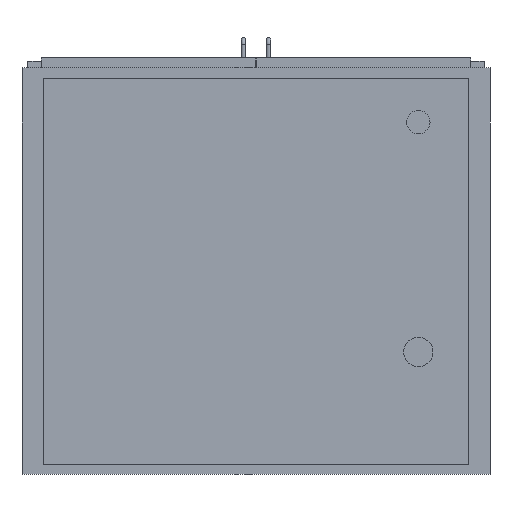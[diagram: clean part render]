
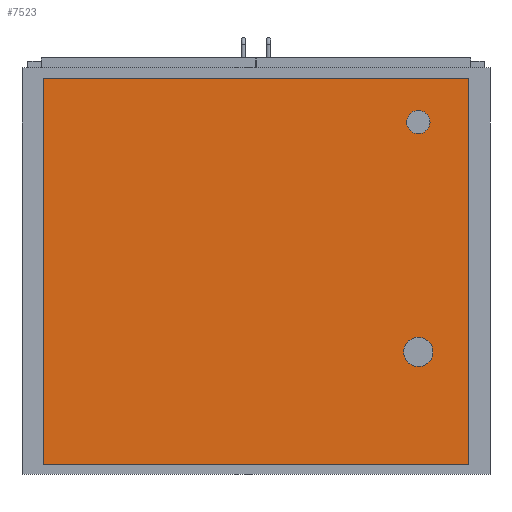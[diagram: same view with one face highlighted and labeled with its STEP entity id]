
A CAD part, front view. The second image highlights one B-rep face of the part: STEP entity #7523.
In plain terms, the highlighted planar face has unit normal (0, -1, 0).
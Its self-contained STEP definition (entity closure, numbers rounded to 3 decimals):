
#79=FACE_BOUND('',#879,.T.);
#80=FACE_BOUND('',#880,.T.);
#99=CIRCLE('',#8033,20.);
#101=CIRCLE('',#8037,25.);
#411=FACE_OUTER_BOUND('',#878,.T.);
#878=EDGE_LOOP('',(#5103,#5104,#5105,#5106));
#879=EDGE_LOOP('',(#5107));
#880=EDGE_LOOP('',(#5108));
#1394=LINE('',#10978,#2308);
#1396=LINE('',#10982,#2310);
#1398=LINE('',#10986,#2312);
#1400=LINE('',#10989,#2314);
#2308=VECTOR('',#8785,10.);
#2310=VECTOR('',#8789,10.);
#2312=VECTOR('',#8793,10.);
#2314=VECTOR('',#8797,10.);
#3180=VERTEX_POINT('',#10904);
#3182=VERTEX_POINT('',#10911);
#3203=VERTEX_POINT('',#10975);
#3204=VERTEX_POINT('',#10977);
#3205=VERTEX_POINT('',#10981);
#3206=VERTEX_POINT('',#10985);
#3909=EDGE_CURVE('',#3180,#3180,#99,.T.);
#3912=EDGE_CURVE('',#3182,#3182,#101,.T.);
#3942=EDGE_CURVE('',#3204,#3203,#1394,.T.);
#3944=EDGE_CURVE('',#3205,#3204,#1396,.T.);
#3946=EDGE_CURVE('',#3206,#3205,#1398,.T.);
#3948=EDGE_CURVE('',#3203,#3206,#1400,.T.);
#5103=ORIENTED_EDGE('',*,*,#3948,.T.);
#5104=ORIENTED_EDGE('',*,*,#3946,.T.);
#5105=ORIENTED_EDGE('',*,*,#3944,.T.);
#5106=ORIENTED_EDGE('',*,*,#3942,.T.);
#5107=ORIENTED_EDGE('',*,*,#3909,.T.);
#5108=ORIENTED_EDGE('',*,*,#3912,.T.);
#7148=PLANE('',#8054);
#7523=ADVANCED_FACE('',(#411,#79,#80),#7148,.T.);
#8033=AXIS2_PLACEMENT_3D('',#10906,#8719,#8720);
#8037=AXIS2_PLACEMENT_3D('',#10913,#8728,#8729);
#8054=AXIS2_PLACEMENT_3D('',#10990,#8798,#8799);
#8719=DIRECTION('center_axis',(0.,1.,0.));
#8720=DIRECTION('ref_axis',(1.,0.,0.));
#8728=DIRECTION('center_axis',(0.,1.,0.));
#8729=DIRECTION('ref_axis',(1.,0.,0.));
#8785=DIRECTION('',(-1.,0.,0.));
#8789=DIRECTION('',(0.,0.,1.));
#8793=DIRECTION('',(1.,0.,0.));
#8797=DIRECTION('',(0.,0.,-1.));
#8798=DIRECTION('center_axis',(0.,-1.,0.));
#8799=DIRECTION('ref_axis',(0.,0.,-1.));
#10904=CARTESIAN_POINT('',(257.5,-370.,255.));
#10906=CARTESIAN_POINT('Origin',(277.5,-370.,255.));
#10911=CARTESIAN_POINT('',(252.5,-370.,-138.));
#10913=CARTESIAN_POINT('Origin',(277.5,-370.,-138.));
#10975=CARTESIAN_POINT('',(-362.5,-370.,330.));
#10977=CARTESIAN_POINT('',(362.5,-370.,330.));
#10978=CARTESIAN_POINT('',(-362.5,-370.,330.));
#10981=CARTESIAN_POINT('',(362.5,-370.,-330.));
#10982=CARTESIAN_POINT('',(362.5,-370.,330.));
#10985=CARTESIAN_POINT('',(-362.5,-370.,-330.));
#10986=CARTESIAN_POINT('',(362.5,-370.,-330.));
#10989=CARTESIAN_POINT('',(-362.5,-370.,-330.));
#10990=CARTESIAN_POINT('Origin',(0.,-370.,0.));
